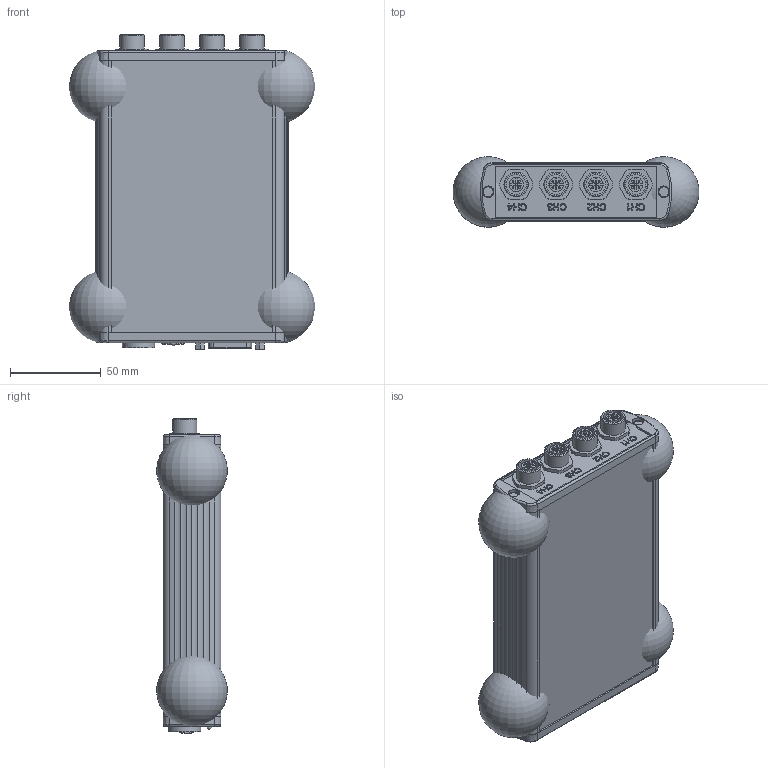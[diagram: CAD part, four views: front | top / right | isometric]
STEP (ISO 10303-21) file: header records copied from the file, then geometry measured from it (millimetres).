
FILE_DESCRIPTION(/* description */ ('Alibre Inc.'),/* implementation_level */ '2;1');
FILE_NAME(/* name */ 'export0',/* time_stamp */ '2016-10-24T16:20:53+02:00',/* author */ (''),/* organization */ (''),/* preprocessor_version */ 'ST-DEVELOPER v14',/* originating_system */ 'Alibre',/* authorisation */ '');
FILE_SCHEMA (('CONFIG_CONTROL_DESIGN'));
Length unit declared in the file: millimetre
Products named in the file (14): PART1; ID_1; ID_2; ID_3; ID_4; ID_5; ID_6; ID_7; ID_8; ID_9
Bounding box: 135.58 x 38.87 x 173.8 mm (x, y, z)
Volume: 254569.6 mm3; surface area: 168160 mm2
Topology: 19 solids, 19 shells, 2011 faces, 5054 edges, 3268 vertices
Faces by surface type: plane 904, cylinder 496, bspline 482, cone 77, torus 48, sphere 4
Full cylindrical faces by diameter (mm): 0.3 x2, 0.5 x2, 0.85 x46, 1 x38, 1.4 x1, 1.5 x16, 1.8 x1, 2 x1, 2.156 x2, 2.5 x2, 2.6 x1, 3 x6, 3.5 x8, 4 x3, 5 x4, 5.5 x6, 5.8 x1, 6 x2, 6.4 x8, 8 x1, 9.6 x1, 10.8 x1, 11 x9, 12.5 x1, 12.8 x1, 13 x4, 13.5 x4, 14.8 x1, 15.3 x1, 16.8 x1
Entity records: 59169 total; most frequent: CARTESIAN_POINT 21404, ORIENTED_EDGE 8062, DIRECTION 5769, EDGE_CURVE 4031, VERTEX_POINT 2731, VECTOR 2196, LINE 2196, AXIS2_PLACEMENT_3D 2156
